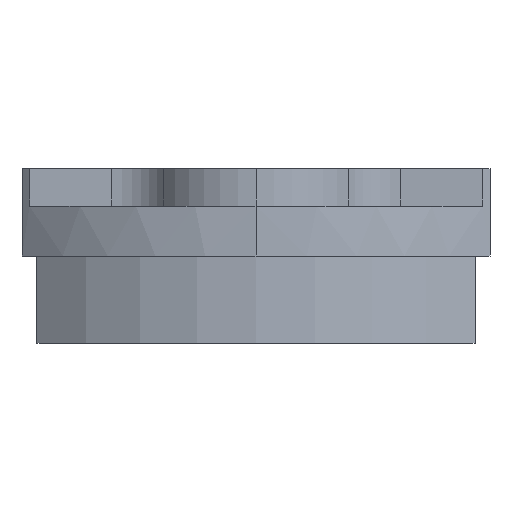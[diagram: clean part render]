
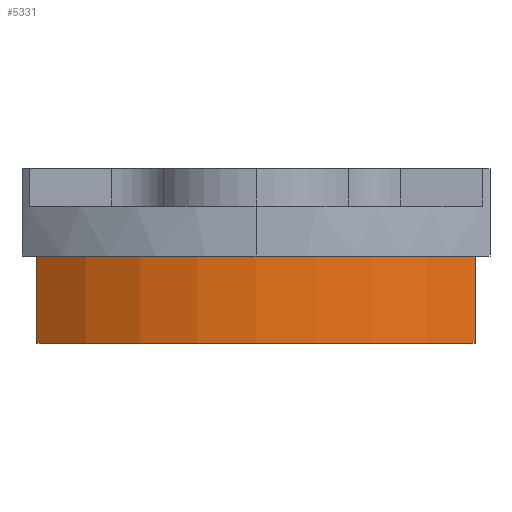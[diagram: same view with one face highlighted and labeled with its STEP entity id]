
A CAD part, left-side view. The second image highlights one B-rep face of the part: STEP entity #5331.
In plain terms, the highlighted cylindrical face has radius 34.989 mm (diameter 69.977 mm), a partial arc.
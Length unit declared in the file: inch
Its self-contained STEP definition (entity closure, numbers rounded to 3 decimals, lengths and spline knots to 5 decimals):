
#45 = VERTEX_POINT ( 'NONE', #913 ) ;
#94 = CIRCLE ( 'NONE', #3681, 1.3775 ) ;
#124 = EDGE_CURVE ( 'NONE', #45, #5102, #4100, .T. ) ;
#224 = VECTOR ( 'NONE', #1199, 39.37008 ) ;
#331 = CARTESIAN_POINT ( 'NONE',  ( -1.06184, 0.8775, -0.35 ) ) ;
#452 = VECTOR ( 'NONE', #2675, 39.37008 ) ;
#633 = AXIS2_PLACEMENT_3D ( 'NONE', #4213, #3392, #5080 ) ;
#913 = CARTESIAN_POINT ( 'NONE',  ( -1.06184, -0.8775, -0.35 ) ) ;
#1158 = EDGE_CURVE ( 'NONE', #45, #1915, #5272, .T. ) ;
#1199 = DIRECTION ( 'NONE',  ( 0., 0., -1. ) ) ;
#1514 = EDGE_CURVE ( 'NONE', #5102, #1612, #94, .T. ) ;
#1612 = VERTEX_POINT ( 'NONE', #2026 ) ;
#1702 = EDGE_CURVE ( 'NONE', #1612, #1915, #3155, .T. ) ;
#1826 = CARTESIAN_POINT ( 'NONE',  ( -1.06184, -0.8775, -0.35 ) ) ;
#1915 = VERTEX_POINT ( 'NONE', #4226 ) ;
#2026 = CARTESIAN_POINT ( 'NONE',  ( -1.06184, 0.8775, 0. ) ) ;
#2234 = CYLINDRICAL_SURFACE ( 'NONE', #633, 1.3775 ) ;
#2369 = DIRECTION ( 'NONE',  ( 1., 0., 0. ) ) ;
#2675 = DIRECTION ( 'NONE',  ( 0., 0., 1. ) ) ;
#2683 = ORIENTED_EDGE ( 'NONE', *, *, #1158, .F. ) ;
#2775 = FACE_OUTER_BOUND ( 'NONE', #3668, .T. ) ;
#2961 = ORIENTED_EDGE ( 'NONE', *, *, #1702, .T. ) ;
#3155 = LINE ( 'NONE', #331, #224 ) ;
#3172 = AXIS2_PLACEMENT_3D ( 'NONE', #4522, #3642, #4900 ) ;
#3354 = ORIENTED_EDGE ( 'NONE', *, *, #124, .T. ) ;
#3392 = DIRECTION ( 'NONE',  ( 0., 0., 1. ) ) ;
#3642 = DIRECTION ( 'NONE',  ( 0., 0., -1. ) ) ;
#3647 = DIRECTION ( 'NONE',  ( 0., 0., -1. ) ) ;
#3668 = EDGE_LOOP ( 'NONE', ( #2683, #3354, #4013, #2961 ) ) ;
#3681 = AXIS2_PLACEMENT_3D ( 'NONE', #4494, #3647, #2369 ) ;
#4013 = ORIENTED_EDGE ( 'NONE', *, *, #1514, .T. ) ;
#4100 = LINE ( 'NONE', #1826, #452 ) ;
#4170 = CARTESIAN_POINT ( 'NONE',  ( -1.06184, -0.8775, 0. ) ) ;
#4213 = CARTESIAN_POINT ( 'NONE',  ( 0., 0., -0.35 ) ) ;
#4226 = CARTESIAN_POINT ( 'NONE',  ( -1.06184, 0.8775, -0.35 ) ) ;
#4494 = CARTESIAN_POINT ( 'NONE',  ( 0., 0., 0. ) ) ;
#4522 = CARTESIAN_POINT ( 'NONE',  ( 0., 0., -0.35 ) ) ;
#4900 = DIRECTION ( 'NONE',  ( 1., 0., 0. ) ) ;
#5080 = DIRECTION ( 'NONE',  ( 1., 0., 0. ) ) ;
#5102 = VERTEX_POINT ( 'NONE', #4170 ) ;
#5272 = CIRCLE ( 'NONE', #3172, 1.3775 ) ;
#5331 = ADVANCED_FACE ( 'NONE', ( #2775 ), #2234, .T. ) ;
